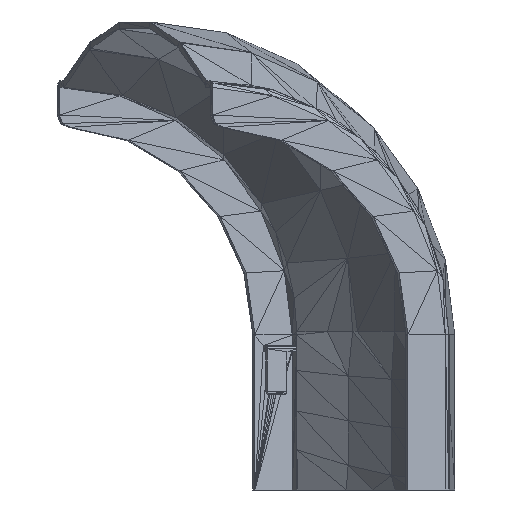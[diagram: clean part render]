
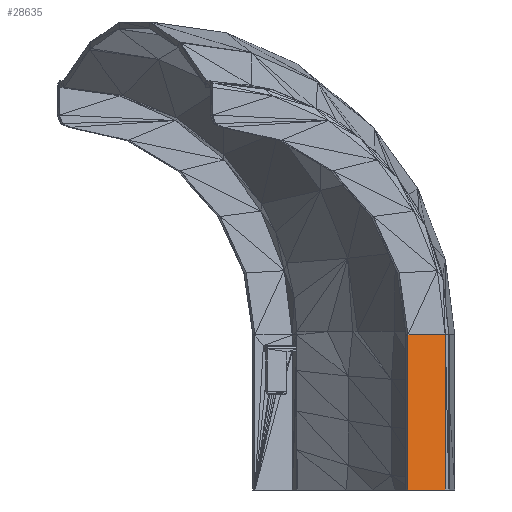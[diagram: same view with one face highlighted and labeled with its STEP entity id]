
A CAD part, left-side view. The second image highlights one B-rep face of the part: STEP entity #28635.
In plain terms, the highlighted planar face has unit normal (-0.94, -0.342, 0).
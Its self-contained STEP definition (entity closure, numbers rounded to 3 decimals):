
#11885 = PLANE('',#11886);
#11886 = AXIS2_PLACEMENT_3D('',#11887,#11888,#11889);
#11887 = CARTESIAN_POINT('',(-1769.844,-5480.262,
    -44.082));
#11888 = DIRECTION('',(0.,0.,-1.));
#11889 = DIRECTION('',(0.,-1.,0.));
#17115 = VERTEX_POINT('',#17116);
#17116 = CARTESIAN_POINT('',(-1842.691,-5496.158,
    6.418));
#17156 = PLANE('',#17157);
#17157 = AXIS2_PLACEMENT_3D('',#17158,#17159,#17160);
#17158 = CARTESIAN_POINT('',(-1842.415,-5496.459,
    -19.227));
#17159 = DIRECTION('',(-0.737,-0.676,
    0.));
#17160 = DIRECTION('',(0.676,-0.737,0.));
#17172 = EDGE_CURVE('',#17173,#17115,#17175,.T.);
#17173 = VERTEX_POINT('',#17174);
#17174 = CARTESIAN_POINT('',(-1842.691,-5496.158,
    -44.082));
#17175 = SURFACE_CURVE('',#17176,(#17180,#17187),.PCURVE_S1.);
#17176 = LINE('',#17177,#17178);
#17177 = CARTESIAN_POINT('',(-1842.691,-5496.158,
    -44.082));
#17178 = VECTOR('',#17179,1.);
#17179 = DIRECTION('',(0.,0.,1.));
#17180 = PCURVE('',#17156,#17181);
#17181 = DEFINITIONAL_REPRESENTATION('',(#17182),#17186);
#17182 = LINE('',#17183,#17184);
#17183 = CARTESIAN_POINT('',(-0.408,-24.855));
#17184 = VECTOR('',#17185,1.);
#17185 = DIRECTION('',(0.,1.));
#17186 = ( GEOMETRIC_REPRESENTATION_CONTEXT(2) 
PARAMETRIC_REPRESENTATION_CONTEXT() REPRESENTATION_CONTEXT('2D SPACE',''
  ) );
#17187 = PCURVE('',#17188,#17193);
#17188 = PLANE('',#17189);
#17189 = AXIS2_PLACEMENT_3D('',#17190,#17191,#17192);
#17190 = CARTESIAN_POINT('',(-1844.897,-5490.097,
    -18.832));
#17191 = DIRECTION('',(-0.94,-0.342,0.
    ));
#17192 = DIRECTION('',(0.342,-0.94,0.));
#17193 = DEFINITIONAL_REPRESENTATION('',(#17194),#17198);
#17194 = LINE('',#17195,#17196);
#17195 = CARTESIAN_POINT('',(6.45,-25.25));
#17196 = VECTOR('',#17197,1.);
#17197 = DIRECTION('',(0.,1.));
#17198 = ( GEOMETRIC_REPRESENTATION_CONTEXT(2) 
PARAMETRIC_REPRESENTATION_CONTEXT() REPRESENTATION_CONTEXT('2D SPACE',''
  ) );
#17390 = PLANE('',#17391);
#17391 = AXIS2_PLACEMENT_3D('',#17392,#17393,#17394);
#17392 = CARTESIAN_POINT('',(-1844.449,-5491.328,
    14.501));
#17393 = DIRECTION('',(-0.94,-0.342,
    0.));
#17394 = DIRECTION('',(0.342,-0.94,0.
    ));
#17406 = VERTEX_POINT('',#17407);
#17407 = CARTESIAN_POINT('',(-1847.103,-5484.036,
    6.418));
#17428 = EDGE_CURVE('',#17115,#17406,#17429,.T.);
#17429 = SURFACE_CURVE('',#17430,(#17434,#17441),.PCURVE_S1.);
#17430 = LINE('',#17431,#17432);
#17431 = CARTESIAN_POINT('',(-1842.691,-5496.158,
    6.418));
#17432 = VECTOR('',#17433,1.);
#17433 = DIRECTION('',(-0.342,0.94,0.));
#17434 = PCURVE('',#17390,#17435);
#17435 = DEFINITIONAL_REPRESENTATION('',(#17436),#17440);
#17436 = LINE('',#17437,#17438);
#17437 = CARTESIAN_POINT('',(5.139,-8.083));
#17438 = VECTOR('',#17439,1.);
#17439 = DIRECTION('',(-1.,0.));
#17440 = ( GEOMETRIC_REPRESENTATION_CONTEXT(2) 
PARAMETRIC_REPRESENTATION_CONTEXT() REPRESENTATION_CONTEXT('2D SPACE',''
  ) );
#17441 = PCURVE('',#17188,#17442);
#17442 = DEFINITIONAL_REPRESENTATION('',(#17443),#17447);
#17443 = LINE('',#17444,#17445);
#17444 = CARTESIAN_POINT('',(6.45,25.25));
#17445 = VECTOR('',#17446,1.);
#17446 = DIRECTION('',(-1.,0.));
#17447 = ( GEOMETRIC_REPRESENTATION_CONTEXT(2) 
PARAMETRIC_REPRESENTATION_CONTEXT() REPRESENTATION_CONTEXT('2D SPACE',''
  ) );
#17583 = PLANE('',#17584);
#17584 = AXIS2_PLACEMENT_3D('',#17585,#17586,#17587);
#17585 = CARTESIAN_POINT('',(-1846.117,-5483.677,
    -18.832));
#17586 = DIRECTION('',(-0.342,0.94,
    0.));
#17587 = DIRECTION('',(0.94,0.342,0.)
  );
#28408 = EDGE_CURVE('',#17173,#28409,#28411,.T.);
#28409 = VERTEX_POINT('',#28410);
#28410 = CARTESIAN_POINT('',(-1847.103,-5484.036,
    -44.082));
#28411 = SURFACE_CURVE('',#28412,(#28416,#28423),.PCURVE_S1.);
#28412 = LINE('',#28413,#28414);
#28413 = CARTESIAN_POINT('',(-1842.691,-5496.158,
    -44.082));
#28414 = VECTOR('',#28415,1.);
#28415 = DIRECTION('',(-0.342,0.94,0.));
#28416 = PCURVE('',#11885,#28417);
#28417 = DEFINITIONAL_REPRESENTATION('',(#28418),#28422);
#28418 = LINE('',#28419,#28420);
#28419 = CARTESIAN_POINT('',(15.896,72.847));
#28420 = VECTOR('',#28421,1.);
#28421 = DIRECTION('',(-0.94,0.342));
#28422 = ( GEOMETRIC_REPRESENTATION_CONTEXT(2) 
PARAMETRIC_REPRESENTATION_CONTEXT() REPRESENTATION_CONTEXT('2D SPACE',''
  ) );
#28423 = PCURVE('',#17188,#28424);
#28424 = DEFINITIONAL_REPRESENTATION('',(#28425),#28429);
#28425 = LINE('',#28426,#28427);
#28426 = CARTESIAN_POINT('',(6.45,-25.25));
#28427 = VECTOR('',#28428,1.);
#28428 = DIRECTION('',(-1.,0.));
#28429 = ( GEOMETRIC_REPRESENTATION_CONTEXT(2) 
PARAMETRIC_REPRESENTATION_CONTEXT() REPRESENTATION_CONTEXT('2D SPACE',''
  ) );
#28612 = EDGE_CURVE('',#28409,#17406,#28613,.T.);
#28613 = SURFACE_CURVE('',#28614,(#28618,#28625),.PCURVE_S1.);
#28614 = LINE('',#28615,#28616);
#28615 = CARTESIAN_POINT('',(-1847.103,-5484.036,
    -44.082));
#28616 = VECTOR('',#28617,1.);
#28617 = DIRECTION('',(0.,0.,1.));
#28618 = PCURVE('',#17583,#28619);
#28619 = DEFINITIONAL_REPRESENTATION('',(#28620),#28624);
#28620 = LINE('',#28621,#28622);
#28621 = CARTESIAN_POINT('',(-1.05,25.25));
#28622 = VECTOR('',#28623,1.);
#28623 = DIRECTION('',(0.,-1.));
#28624 = ( GEOMETRIC_REPRESENTATION_CONTEXT(2) 
PARAMETRIC_REPRESENTATION_CONTEXT() REPRESENTATION_CONTEXT('2D SPACE',''
  ) );
#28625 = PCURVE('',#17188,#28626);
#28626 = DEFINITIONAL_REPRESENTATION('',(#28627),#28631);
#28627 = LINE('',#28628,#28629);
#28628 = CARTESIAN_POINT('',(-6.45,-25.25));
#28629 = VECTOR('',#28630,1.);
#28630 = DIRECTION('',(0.,1.));
#28631 = ( GEOMETRIC_REPRESENTATION_CONTEXT(2) 
PARAMETRIC_REPRESENTATION_CONTEXT() REPRESENTATION_CONTEXT('2D SPACE',''
  ) );
#28635 = ADVANCED_FACE('',(#28636),#17188,.T.);
#28636 = FACE_BOUND('',#28637,.T.);
#28637 = EDGE_LOOP('',(#28638,#28639,#28640,#28641));
#28638 = ORIENTED_EDGE('',*,*,#17172,.T.);
#28639 = ORIENTED_EDGE('',*,*,#17428,.T.);
#28640 = ORIENTED_EDGE('',*,*,#28612,.F.);
#28641 = ORIENTED_EDGE('',*,*,#28408,.F.);
